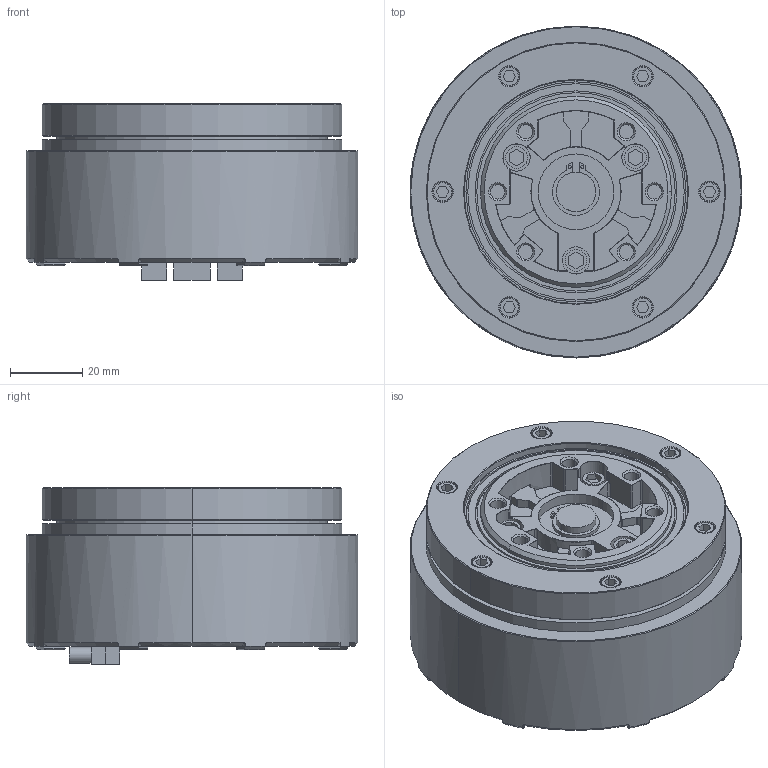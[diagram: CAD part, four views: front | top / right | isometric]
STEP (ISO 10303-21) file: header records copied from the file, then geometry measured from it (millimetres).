
FILE_DESCRIPTION (( 'STEP AP203' ), '1' );
FILE_NAME ('A1µç»ú.STEP', '2024-02-23T13:36:10', ( '' ), ( '' ), 'SwSTEP 2.0', 'SolidWorks 2024', '' );
FILE_SCHEMA (( 'CONFIG_CONTROL_DESIGN' ));
Length unit declared in the file: millimetre
Products named in the file (1): A1电机
Bounding box: 92 x 92 x 49 mm (x, y, z)
Volume: 263950.7 mm3; surface area: 34460.1 mm2
Topology: 2 solids, 2 shells, 532 faces, 1350 edges, 879 vertices
Faces by surface type: plane 250, cylinder 200, cone 66, bspline 16
Entity records: 16766 total; most frequent: CARTESIAN_POINT 3953, ORIENTED_EDGE 2700, DIRECTION 2612, EDGE_CURVE 1350, AXIS2_PLACEMENT_3D 945, VERTEX_POINT 879, VECTOR 722, LINE 722
